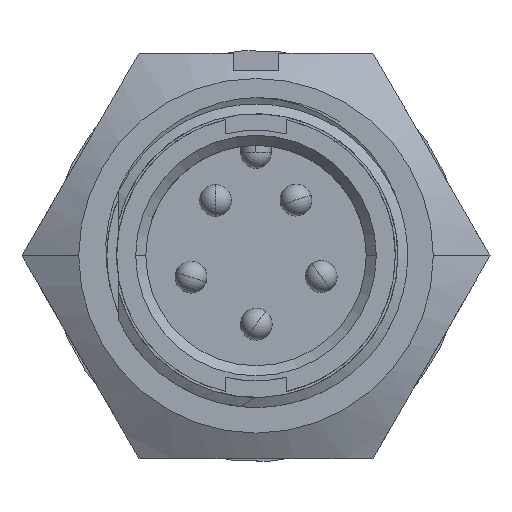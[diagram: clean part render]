
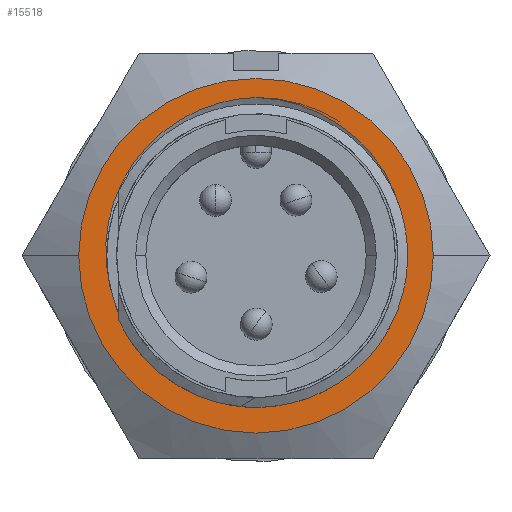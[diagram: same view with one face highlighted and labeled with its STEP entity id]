
A CAD part, top view. The second image highlights one B-rep face of the part: STEP entity #15518.
In plain terms, the highlighted planar face has unit normal (0, 0, 1).
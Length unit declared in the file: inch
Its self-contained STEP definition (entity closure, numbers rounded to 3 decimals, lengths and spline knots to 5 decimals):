
#10 = CARTESIAN_POINT ( 'NONE',  ( 0., 0., -0.282 ) ) ;
#129 = CARTESIAN_POINT ( 'NONE',  ( -0.2943, 0.05346, -0.282 ) ) ;
#182 = CARTESIAN_POINT ( 'NONE',  ( 0., 0.3125, -0.282 ) ) ;
#213 = CARTESIAN_POINT ( 'NONE',  ( 0.14943, 0.26947, -0.282 ) ) ;
#299 = VERTEX_POINT ( 'NONE', #1141 ) ;
#893 = AXIS2_PLACEMENT_3D ( 'NONE', #10, #8672, #1253 ) ;
#1034 = EDGE_CURVE ( 'NONE', #5358, #8403, #1689, .T. ) ;
#1141 = CARTESIAN_POINT ( 'NONE',  ( 0.35, 0., -0.282 ) ) ;
#1253 = DIRECTION ( 'NONE',  ( -1., 0., 0. ) ) ;
#1364 = CARTESIAN_POINT ( 'NONE',  ( -0.27717, 0.11846, -0.282 ) ) ;
#1448 = CARTESIAN_POINT ( 'NONE',  ( 0.20255, 0.22923, -0.282 ) ) ;
#1689 = B_SPLINE_CURVE_WITH_KNOTS ( 'NONE', 3,
 ( #5147, #3885, #12563, #13838, #6382, #15110, #7619, #213, #8883, #1448, #10124, #2682, #11364, #3934, #12617, #5200, #13891, #6432, #15161, #7675 ),
 .UNSPECIFIED., .F., .F.,
 ( 4, 2, 2, 2, 2, 2, 2, 2, 2, 4 ),
 ( 0., 0.00086, 0.00171, 0.00343, 0.00514, 0.00685, 0.00856, 0.01028, 0.01199, 0.0137 ),
 .UNSPECIFIED. ) ;
#1850 = ORIENTED_EDGE ( 'NONE', *, *, #14493, .F. ) ;
#2168 = CARTESIAN_POINT ( 'NONE',  ( 0., 0.3125, -0.282 ) ) ;
#2596 = CARTESIAN_POINT ( 'NONE',  ( -0.24611, 0.178, -0.282 ) ) ;
#2682 = CARTESIAN_POINT ( 'NONE',  ( 0.24626, 0.1778, -0.282 ) ) ;
#3107 = CARTESIAN_POINT ( 'NONE',  ( 0.28876, -0.05788, -0.282 ) ) ;
#3294 = CARTESIAN_POINT ( 'NONE',  ( -0.23094, -0.4, -0.282 ) ) ;
#3794 = CARTESIAN_POINT ( 'NONE',  ( -0.28876, -0.05788, -0.282 ) ) ;
#3854 = CARTESIAN_POINT ( 'NONE',  ( -0.20298, 0.22885, -0.282 ) ) ;
#3885 = CARTESIAN_POINT ( 'NONE',  ( 0.01126, 0.31215, -0.282 ) ) ;
#3934 = CARTESIAN_POINT ( 'NONE',  ( 0.27742, 0.11786, -0.282 ) ) ;
#4177 = ORIENTED_EDGE ( 'NONE', *, *, #1034, .T. ) ;
#4257 = CIRCLE ( 'NONE', #14881, 0.2945 ) ;
#4561 = DIRECTION ( 'NONE',  ( -1., 0., 0. ) ) ;
#5058 = CIRCLE ( 'NONE', #893, 0.35 ) ;
#5111 = CARTESIAN_POINT ( 'NONE',  ( -0.14941, 0.26946, -0.282 ) ) ;
#5147 = CARTESIAN_POINT ( 'NONE',  ( 0., 0.3125, -0.282 ) ) ;
#5200 = CARTESIAN_POINT ( 'NONE',  ( 0.2943, 0.05334, -0.282 ) ) ;
#5358 = VERTEX_POINT ( 'NONE', #2168 ) ;
#5445 = FACE_OUTER_BOUND ( 'NONE', #10611, .T. ) ;
#5729 = DIRECTION ( 'NONE',  ( 0., 0., 1. ) ) ;
#5886 = B_SPLINE_CURVE_WITH_KNOTS ( 'NONE', 3,
 ( #3794, #12466, #13747, #6290, #15018, #7535, #129, #8785, #1364, #10041, #2596, #11273, #3854, #12527, #5111, #13805, #6351, #15073, #7585, #182 ),
 .UNSPECIFIED., .F., .F.,
 ( 4, 2, 2, 2, 2, 2, 2, 2, 2, 4 ),
 ( 0., 0.00086, 0.00171, 0.00343, 0.00514, 0.00685, 0.00856, 0.01028, 0.01199, 0.0137 ),
 .UNSPECIFIED. ) ;
#5944 = CARTESIAN_POINT ( 'NONE',  ( 0., 0., -0.282 ) ) ;
#6290 = CARTESIAN_POINT ( 'NONE',  ( -0.29594, -0.01351, -0.282 ) ) ;
#6351 = CARTESIAN_POINT ( 'NONE',  ( -0.0885, 0.29751, -0.282 ) ) ;
#6382 = CARTESIAN_POINT ( 'NONE',  ( 0.0558, 0.30585, -0.282 ) ) ;
#6432 = CARTESIAN_POINT ( 'NONE',  ( 0.29654, -0.01383, -0.282 ) ) ;
#6687 = ORIENTED_EDGE ( 'NONE', *, *, #15723, .F. ) ;
#7070 = VERTEX_POINT ( 'NONE', #10321 ) ;
#7194 = DIRECTION ( 'NONE',  ( -1., 0., 0. ) ) ;
#7535 = CARTESIAN_POINT ( 'NONE',  ( -0.2967, 0.03127, -0.282 ) ) ;
#7585 = CARTESIAN_POINT ( 'NONE',  ( -0.02252, 0.3118, -0.282 ) ) ;
#7619 = CARTESIAN_POINT ( 'NONE',  ( 0.1092, 0.28976, -0.282 ) ) ;
#7675 = CARTESIAN_POINT ( 'NONE',  ( 0.28876, -0.05788, -0.282 ) ) ;
#8327 = FACE_BOUND ( 'NONE', #9060, .T. ) ;
#8403 = VERTEX_POINT ( 'NONE', #3107 ) ;
#8672 = DIRECTION ( 'NONE',  ( 0., 0., -1. ) ) ;
#8785 = CARTESIAN_POINT ( 'NONE',  ( -0.28445, 0.09743, -0.282 ) ) ;
#8883 = CARTESIAN_POINT ( 'NONE',  ( 0.16807, 0.25734, -0.282 ) ) ;
#9060 = EDGE_LOOP ( 'NONE', ( #13681, #4177, #15473 ) ) ;
#9179 = EDGE_CURVE ( 'NONE', #13259, #8403, #4257, .T. ) ;
#10041 = CARTESIAN_POINT ( 'NONE',  ( -0.25809, 0.15867, -0.282 ) ) ;
#10124 = CARTESIAN_POINT ( 'NONE',  ( 0.21849, 0.2131, -0.282 ) ) ;
#10321 = CARTESIAN_POINT ( 'NONE',  ( -0.35, 0., -0.282 ) ) ;
#10611 = EDGE_LOOP ( 'NONE', ( #6687, #1850 ) ) ;
#11273 = CARTESIAN_POINT ( 'NONE',  ( -0.21858, 0.21298, -0.282 ) ) ;
#11364 = CARTESIAN_POINT ( 'NONE',  ( 0.25816, 0.15857, -0.282 ) ) ;
#11982 = DIRECTION ( 'NONE',  ( 0., 0., -1. ) ) ;
#12004 = AXIS2_PLACEMENT_3D ( 'NONE', #3294, #11982, #4561 ) ;
#12466 = CARTESIAN_POINT ( 'NONE',  ( -0.29136, -0.04691, -0.282 ) ) ;
#12527 = CARTESIAN_POINT ( 'NONE',  ( -0.16811, 0.25734, -0.282 ) ) ;
#12563 = CARTESIAN_POINT ( 'NONE',  ( 0.02246, 0.31119, -0.282 ) ) ;
#12617 = CARTESIAN_POINT ( 'NONE',  ( 0.28463, 0.09675, -0.282 ) ) ;
#12624 = CIRCLE ( 'NONE', #13467, 0.35 ) ;
#12842 = CARTESIAN_POINT ( 'NONE',  ( -0.28876, -0.05788, -0.282 ) ) ;
#13178 = CARTESIAN_POINT ( 'NONE',  ( 0., 0., -0.282 ) ) ;
#13259 = VERTEX_POINT ( 'NONE', #12842 ) ;
#13467 = AXIS2_PLACEMENT_3D ( 'NONE', #5944, #14665, #7194 ) ;
#13681 = ORIENTED_EDGE ( 'NONE', *, *, #15835, .T. ) ;
#13747 = CARTESIAN_POINT ( 'NONE',  ( -0.29331, -0.03584, -0.282 ) ) ;
#13805 = CARTESIAN_POINT ( 'NONE',  ( -0.10971, 0.28953, -0.282 ) ) ;
#13838 = CARTESIAN_POINT ( 'NONE',  ( 0.04473, 0.30804, -0.282 ) ) ;
#13891 = CARTESIAN_POINT ( 'NONE',  ( 0.29673, 0.03074, -0.282 ) ) ;
#14456 = DIRECTION ( 'NONE',  ( 1., 0., 0. ) ) ;
#14493 = EDGE_CURVE ( 'NONE', #299, #7070, #12624, .T. ) ;
#14665 = DIRECTION ( 'NONE',  ( 0., 0., -1. ) ) ;
#14881 = AXIS2_PLACEMENT_3D ( 'NONE', #13178, #5729, #14456 ) ;
#15018 = CARTESIAN_POINT ( 'NONE',  ( -0.2966, -0.00224, -0.282 ) ) ;
#15073 = CARTESIAN_POINT ( 'NONE',  ( -0.04496, 0.30862, -0.282 ) ) ;
#15110 = CARTESIAN_POINT ( 'NONE',  ( 0.08828, 0.29757, -0.282 ) ) ;
#15161 = CARTESIAN_POINT ( 'NONE',  ( 0.29395, -0.03594, -0.282 ) ) ;
#15473 = ORIENTED_EDGE ( 'NONE', *, *, #9179, .F. ) ;
#15518 = ADVANCED_FACE ( 'NONE', ( #8327, #5445 ), #15667, .F. ) ;
#15667 = PLANE ( 'NONE',  #12004 ) ;
#15723 = EDGE_CURVE ( 'NONE', #7070, #299, #5058, .T. ) ;
#15835 = EDGE_CURVE ( 'NONE', #13259, #5358, #5886, .T. ) ;
